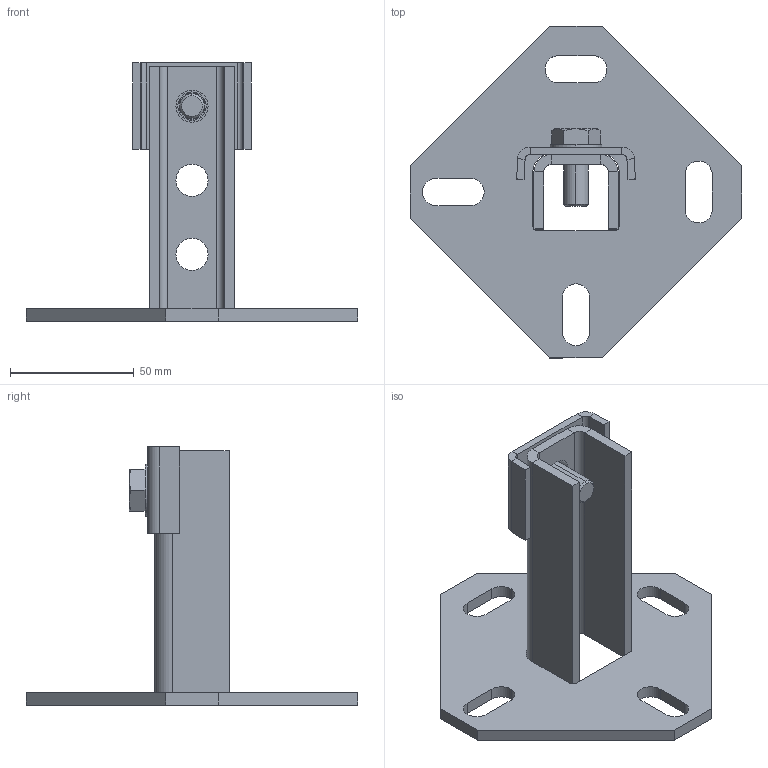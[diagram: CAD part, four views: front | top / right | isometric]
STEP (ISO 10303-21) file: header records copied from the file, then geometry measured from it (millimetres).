
FILE_DESCRIPTION (( 'STEP AP214' ), '1' );
FILE_NAME ('1123195.STEP', '2026-02-11T11:58:36', ( '' ), ( '' ), 'SwSTEP 2.0', 'SolidWorks 2024', '' );
FILE_SCHEMA (( 'AUTOMOTIVE_DESIGN' ));
Length unit declared in the file: millimetre
Products named in the file (8): 055764_H=31,5; 1123195; 055759_wandhalter; 055766_Standard; 049699_Standard; 012162_ISO 4017 - M10 x 25; 018102_DIN 137-B10-FSt; 055760_055765
Assembly tree (7 placements, depth 4):
  1123195
    055766_Standard
      055764_H=31,5
      055760_055765
        055759_wandhalter
    049699_Standard
    018102_DIN 137-B10-FSt
    012162_ISO 4017 - M10 x 25
Bounding box: 134.35 x 134.35 x 104.5 mm (x, y, z)
Volume: 89225.8 mm3; surface area: 47786.3 mm2
Topology: 5 solids, 5 shells, 113 faces, 266 edges, 164 vertices
Faces by surface type: plane 69, cylinder 36, cone 8
Entity records: 3527 total; most frequent: CARTESIAN_POINT 627, DIRECTION 584, ORIENTED_EDGE 532, EDGE_CURVE 266, AXIS2_PLACEMENT_3D 205, LINE 174, VECTOR 174, VERTEX_POINT 164
